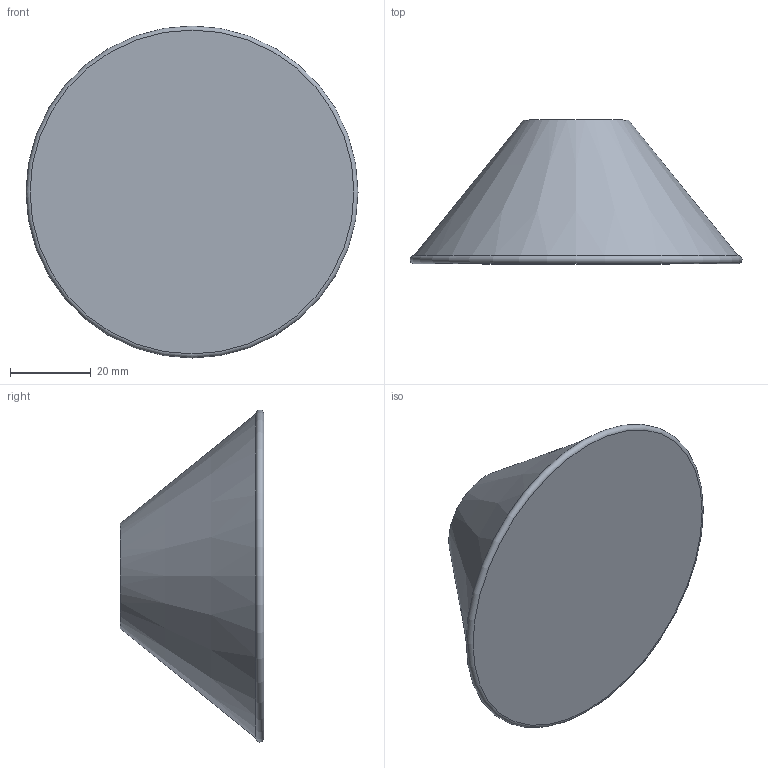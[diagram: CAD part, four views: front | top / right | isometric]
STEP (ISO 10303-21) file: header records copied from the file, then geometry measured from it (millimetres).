
FILE_DESCRIPTION(/* description */ (''),/* implementation_level */ '2;1');
FILE_NAME(/* name */ 'vsa80.stp',/* time_stamp */ '2020-03-26T09:40:25+01:00',/* author */ ('nebuc'),/* organization */ (''),/* preprocessor_version */ 'ST-DEVELOPER v17',/* originating_system */ 'Autodesk Inventor 2019',/* authorisation */ '');
FILE_SCHEMA (('AUTOMOTIVE_DESIGN { 1 0 10303 214 3 1 1 }'));
Length unit declared in the file: millimetre
Products named in the file (1): 46_3D_vsa80
Bounding box: 82 x 35.5 x 82 mm (x, y, z)
Volume: 87066.9 mm3; surface area: 14299.6 mm2
Topology: 1 solids, 1 shells, 6 faces, 14 edges, 11 vertices
Faces by surface type: plane 3, cone 1, torus 1, cylinder 1
Full cylindrical faces by diameter (mm): 19 x1
Entity records: 249 total; most frequent: DIRECTION 40, CARTESIAN_POINT 32, ORIENTED_EDGE 28, AXIS2_PLACEMENT_3D 19, EDGE_CURVE 14, CIRCLE 12, VERTEX_POINT 11, EDGE_LOOP 7
